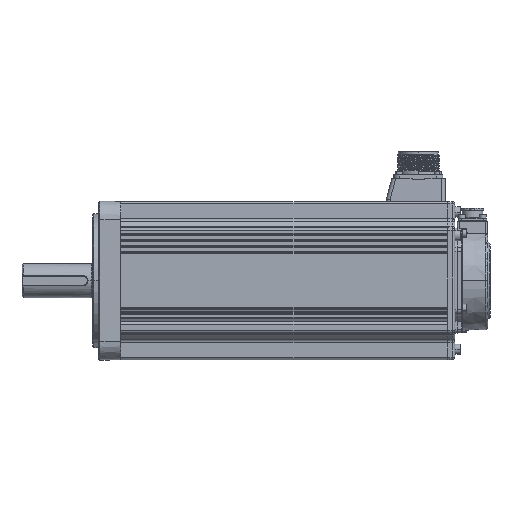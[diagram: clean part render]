
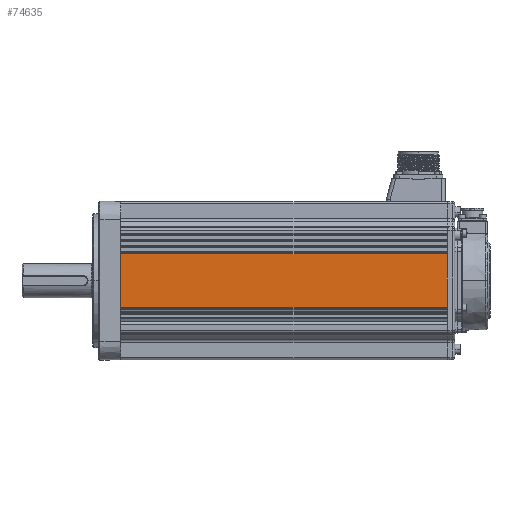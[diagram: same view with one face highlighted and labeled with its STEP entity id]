
A CAD part, top view. The second image highlights one B-rep face of the part: STEP entity #74635.
In plain terms, the highlighted planar face has unit normal (0, 0, 1).
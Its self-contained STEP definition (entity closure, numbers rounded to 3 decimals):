
#1597 = EDGE_LOOP ( 'NONE', ( #80867, #6155, #44345, #46164 ) ) ;
#4976 = DIRECTION ( 'NONE',  ( 1., 0., 0. ) ) ;
#5207 = AXIS2_PLACEMENT_3D ( 'NONE', #40908, #33647, #79197 ) ;
#6155 = ORIENTED_EDGE ( 'NONE', *, *, #89991, .T. ) ;
#17461 = EDGE_CURVE ( 'NONE', #51203, #27860, #23450, .T. ) ;
#23450 = LINE ( 'NONE', #46271, #87060 ) ;
#23724 = CARTESIAN_POINT ( 'NONE',  ( 134.9, 22., 65. ) ) ;
#27860 = VERTEX_POINT ( 'NONE', #39275 ) ;
#28788 = VERTEX_POINT ( 'NONE', #53619 ) ;
#31940 = LINE ( 'NONE', #61509, #48421 ) ;
#33647 = DIRECTION ( 'NONE',  ( 0., 0., -1. ) ) ;
#34598 = FACE_OUTER_BOUND ( 'NONE', #1597, .T. ) ;
#39275 = CARTESIAN_POINT ( 'NONE',  ( -134.4, 22., 65. ) ) ;
#40174 = DIRECTION ( 'NONE',  ( 0., -1., 0. ) ) ;
#40653 = CARTESIAN_POINT ( 'NONE',  ( -134.4, -22., 65. ) ) ;
#40908 = CARTESIAN_POINT ( 'NONE',  ( 134.9, -43., 65. ) ) ;
#44345 = ORIENTED_EDGE ( 'NONE', *, *, #17461, .F. ) ;
#46164 = ORIENTED_EDGE ( 'NONE', *, *, #52065, .T. ) ;
#46271 = CARTESIAN_POINT ( 'NONE',  ( -134.4, -43., 65. ) ) ;
#47286 = VECTOR ( 'NONE', #4976, 1000. ) ;
#48421 = VECTOR ( 'NONE', #40174, 1000. ) ;
#48750 = VECTOR ( 'NONE', #83863, 1000. ) ;
#49634 = CARTESIAN_POINT ( 'NONE',  ( 134.9, -22., 65. ) ) ;
#51203 = VERTEX_POINT ( 'NONE', #40653 ) ;
#52065 = EDGE_CURVE ( 'NONE', #51203, #28788, #58314, .T. ) ;
#53619 = CARTESIAN_POINT ( 'NONE',  ( 134.4, -22., 65. ) ) ;
#58314 = LINE ( 'NONE', #49634, #47286 ) ;
#61509 = CARTESIAN_POINT ( 'NONE',  ( 134.4, -43., 65. ) ) ;
#61538 = LINE ( 'NONE', #23724, #48750 ) ;
#69998 = PLANE ( 'NONE',  #5207 ) ;
#74635 = ADVANCED_FACE ( 'NONE', ( #34598 ), #69998, .F. ) ;
#79197 = DIRECTION ( 'NONE',  ( -1., 0., 0. ) ) ;
#80867 = ORIENTED_EDGE ( 'NONE', *, *, #85097, .F. ) ;
#83417 = VERTEX_POINT ( 'NONE', #89756 ) ;
#83863 = DIRECTION ( 'NONE',  ( -1., 0., 0. ) ) ;
#85097 = EDGE_CURVE ( 'NONE', #83417, #28788, #31940, .T. ) ;
#87060 = VECTOR ( 'NONE', #89416, 1000. ) ;
#89416 = DIRECTION ( 'NONE',  ( 0., 1., 0. ) ) ;
#89756 = CARTESIAN_POINT ( 'NONE',  ( 134.4, 22., 65. ) ) ;
#89991 = EDGE_CURVE ( 'NONE', #83417, #27860, #61538, .T. ) ;
